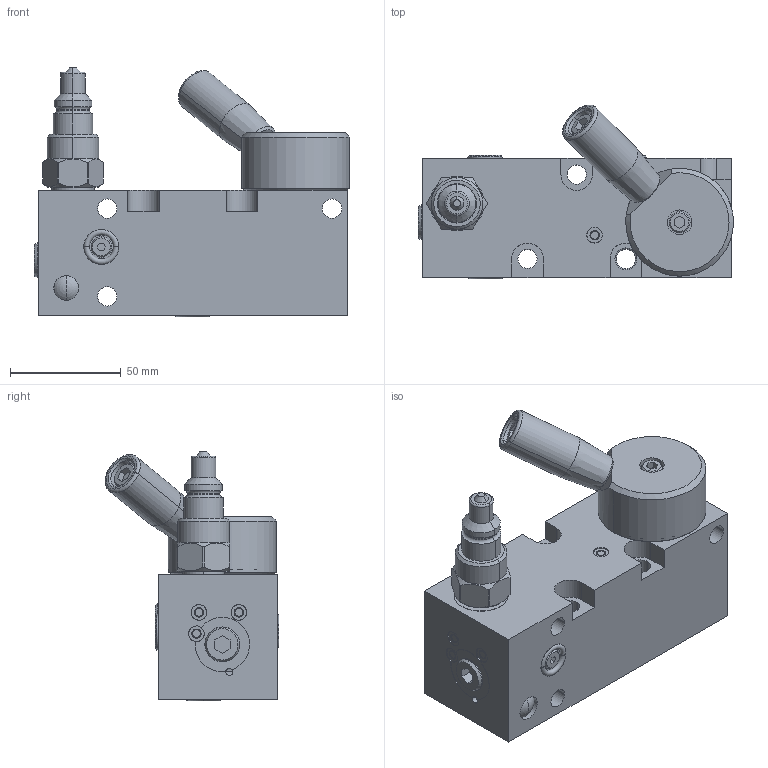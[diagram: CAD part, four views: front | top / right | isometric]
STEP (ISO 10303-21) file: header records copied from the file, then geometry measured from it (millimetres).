
FILE_DESCRIPTION((''),'2;1');
FILE_NAME('ILC56000608','2024-01-26T14:52:01',('rkuestersteffen'),(''),'CREO PARAMETRIC BY PTC INC, 2021164','CREO PARAMETRIC BY PTC INC, 2021164','');
FILE_SCHEMA(('AUTOMOTIVE_DESIGN { 1 0 10303 214 1 1 1 1 }'));
Length unit declared in the file: inch
Products named in the file (1): ILC56000608
Bounding box: 142.39 x 78.49 x 112.93 mm (x, y, z)
Volume: 407921 mm3; surface area: 90424.8 mm2
Topology: 2 solids, 4 shells, 855 faces, 1986 edges, 1183 vertices
Faces by surface type: cone 334, cylinder 253, plane 208, torus 52, sphere 8
Entity records: 35644 total; most frequent: CARTESIAN_POINT 8855, DIRECTION 4487, ORIENTED_EDGE 3864, EDGE_CURVE 1932, AXIS2_PLACEMENT_3D 1803, VERTEX_POINT 1179, FILL_AREA_STYLE_COLOUR 1031, FILL_AREA_STYLE 1031
